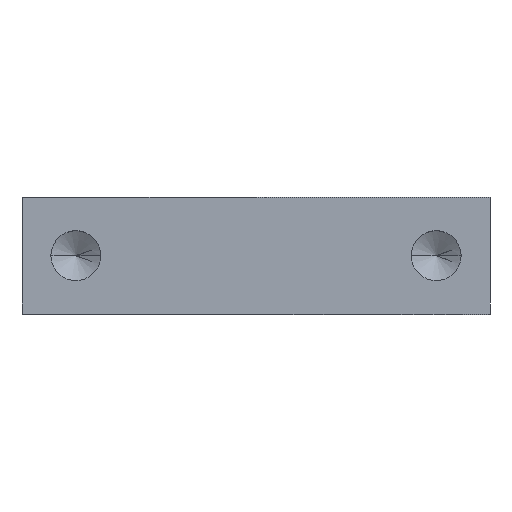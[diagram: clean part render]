
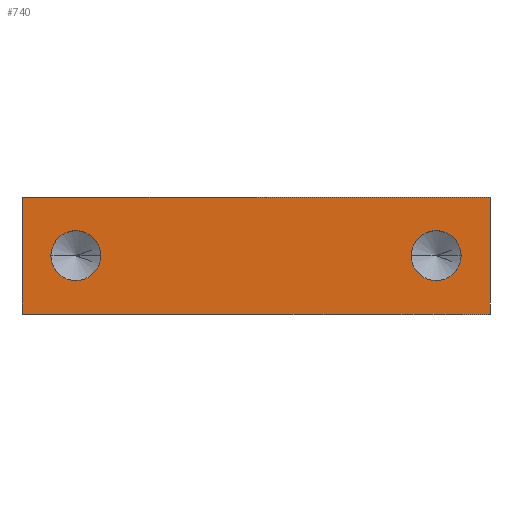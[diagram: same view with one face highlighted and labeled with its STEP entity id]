
A CAD part, top view. The second image highlights one B-rep face of the part: STEP entity #740.
In plain terms, the highlighted planar face has unit normal (0, 0, 1).
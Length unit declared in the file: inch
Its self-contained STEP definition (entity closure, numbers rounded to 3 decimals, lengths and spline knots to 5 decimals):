
#10 = CIRCLE ( 'NONE', #174, 0.05325 ) ;
#31 = VERTEX_POINT ( 'NONE', #719 ) ;
#75 = EDGE_CURVE ( 'NONE', #591, #1118, #489, .T. ) ;
#83 = ORIENTED_EDGE ( 'NONE', *, *, #624, .F. ) ;
#87 = AXIS2_PLACEMENT_3D ( 'NONE', #577, #935, #409 ) ;
#108 = ORIENTED_EDGE ( 'NONE', *, *, #116, .F. ) ;
#116 = EDGE_CURVE ( 'NONE', #1118, #261, #716, .T. ) ;
#130 = CARTESIAN_POINT ( 'NONE',  ( -0.5, 0.25, 0.5 ) ) ;
#141 = CARTESIAN_POINT ( 'NONE',  ( 0.5, -0.70711, 0.5 ) ) ;
#167 = DIRECTION ( 'NONE',  ( 0., 1., 0. ) ) ;
#174 = AXIS2_PLACEMENT_3D ( 'NONE', #340, #336, #328 ) ;
#200 = LINE ( 'NONE', #1094, #857 ) ;
#261 = VERTEX_POINT ( 'NONE', #1068 ) ;
#270 = VECTOR ( 'NONE', #167, 39.37008 ) ;
#323 = CARTESIAN_POINT ( 'NONE',  ( -0.43825, 0.125, 0.5 ) ) ;
#328 = DIRECTION ( 'NONE',  ( 1., 0., 0. ) ) ;
#332 = EDGE_CURVE ( 'NONE', #1044, #1095, #597, .T. ) ;
#336 = DIRECTION ( 'NONE',  ( 0., 0., 1. ) ) ;
#340 = CARTESIAN_POINT ( 'NONE',  ( 0.385, 0.125, 0.5 ) ) ;
#355 = FACE_BOUND ( 'NONE', #1014, .T. ) ;
#409 = DIRECTION ( 'NONE',  ( 1., 0., 0. ) ) ;
#421 = ORIENTED_EDGE ( 'NONE', *, *, #332, .F. ) ;
#434 = DIRECTION ( 'NONE',  ( 0., 0., 1. ) ) ;
#439 = AXIS2_PLACEMENT_3D ( 'NONE', #452, #866, #565 ) ;
#442 = FACE_OUTER_BOUND ( 'NONE', #484, .T. ) ;
#452 = CARTESIAN_POINT ( 'NONE',  ( -0.385, 0.125, 0.5 ) ) ;
#468 = ORIENTED_EDGE ( 'NONE', *, *, #539, .F. ) ;
#469 = VECTOR ( 'NONE', #1029, 39.37008 ) ;
#484 = EDGE_LOOP ( 'NONE', ( #909, #732, #108, #755 ) ) ;
#489 = LINE ( 'NONE', #762, #270 ) ;
#505 = EDGE_LOOP ( 'NONE', ( #468, #83 ) ) ;
#512 = DIRECTION ( 'NONE',  ( 1., 0., 0. ) ) ;
#535 = VECTOR ( 'NONE', #590, 39.37008 ) ;
#539 = EDGE_CURVE ( 'NONE', #928, #1061, #10, .T. ) ;
#550 = CIRCLE ( 'NONE', #961, 0.05325 ) ;
#565 = DIRECTION ( 'NONE',  ( 1., 0., 0. ) ) ;
#577 = CARTESIAN_POINT ( 'NONE',  ( 0., -0.70711, 0.5 ) ) ;
#590 = DIRECTION ( 'NONE',  ( 0., 1., 0. ) ) ;
#591 = VERTEX_POINT ( 'NONE', #1115 ) ;
#597 = CIRCLE ( 'NONE', #439, 0.05325 ) ;
#610 = CARTESIAN_POINT ( 'NONE',  ( 0.33175, 0.125, 0.5 ) ) ;
#624 = EDGE_CURVE ( 'NONE', #1061, #928, #910, .T. ) ;
#636 = DIRECTION ( 'NONE',  ( 0., 0., 1. ) ) ;
#642 = CARTESIAN_POINT ( 'NONE',  ( -0.33175, 0.125, 0.5 ) ) ;
#645 = DIRECTION ( 'NONE',  ( 1., 0., 0. ) ) ;
#653 = FACE_BOUND ( 'NONE', #505, .T. ) ;
#658 = CARTESIAN_POINT ( 'NONE',  ( -0.385, 0.125, 0.5 ) ) ;
#694 = AXIS2_PLACEMENT_3D ( 'NONE', #858, #434, #512 ) ;
#699 = DIRECTION ( 'NONE',  ( -1., 0., 0. ) ) ;
#700 = CARTESIAN_POINT ( 'NONE',  ( 0.43825, 0.125, 0.5 ) ) ;
#716 = LINE ( 'NONE', #1032, #469 ) ;
#717 = EDGE_CURVE ( 'NONE', #31, #261, #772, .T. ) ;
#719 = CARTESIAN_POINT ( 'NONE',  ( 0.5, 0., 0.5 ) ) ;
#732 = ORIENTED_EDGE ( 'NONE', *, *, #717, .T. ) ;
#740 = ADVANCED_FACE ( 'NONE', ( #355, #653, #442 ), #1103, .T. ) ;
#743 = EDGE_CURVE ( 'NONE', #31, #591, #200, .T. ) ;
#755 = ORIENTED_EDGE ( 'NONE', *, *, #75, .F. ) ;
#762 = CARTESIAN_POINT ( 'NONE',  ( -0.5, -0.70711, 0.5 ) ) ;
#771 = ORIENTED_EDGE ( 'NONE', *, *, #1024, .F. ) ;
#772 = LINE ( 'NONE', #141, #535 ) ;
#857 = VECTOR ( 'NONE', #699, 39.37008 ) ;
#858 = CARTESIAN_POINT ( 'NONE',  ( 0.385, 0.125, 0.5 ) ) ;
#866 = DIRECTION ( 'NONE',  ( 0., 0., 1. ) ) ;
#909 = ORIENTED_EDGE ( 'NONE', *, *, #743, .F. ) ;
#910 = CIRCLE ( 'NONE', #694, 0.05325 ) ;
#928 = VERTEX_POINT ( 'NONE', #700 ) ;
#935 = DIRECTION ( 'NONE',  ( 0., 0., 1. ) ) ;
#961 = AXIS2_PLACEMENT_3D ( 'NONE', #658, #636, #645 ) ;
#1014 = EDGE_LOOP ( 'NONE', ( #421, #771 ) ) ;
#1024 = EDGE_CURVE ( 'NONE', #1095, #1044, #550, .T. ) ;
#1029 = DIRECTION ( 'NONE',  ( 1., 0., 0. ) ) ;
#1032 = CARTESIAN_POINT ( 'NONE',  ( 0., 0.25, 0.5 ) ) ;
#1044 = VERTEX_POINT ( 'NONE', #642 ) ;
#1061 = VERTEX_POINT ( 'NONE', #610 ) ;
#1068 = CARTESIAN_POINT ( 'NONE',  ( 0.5, 0.25, 0.5 ) ) ;
#1094 = CARTESIAN_POINT ( 'NONE',  ( 0., 0., 0.5 ) ) ;
#1095 = VERTEX_POINT ( 'NONE', #323 ) ;
#1103 = PLANE ( 'NONE',  #87 ) ;
#1115 = CARTESIAN_POINT ( 'NONE',  ( -0.5, 0., 0.5 ) ) ;
#1118 = VERTEX_POINT ( 'NONE', #130 ) ;
